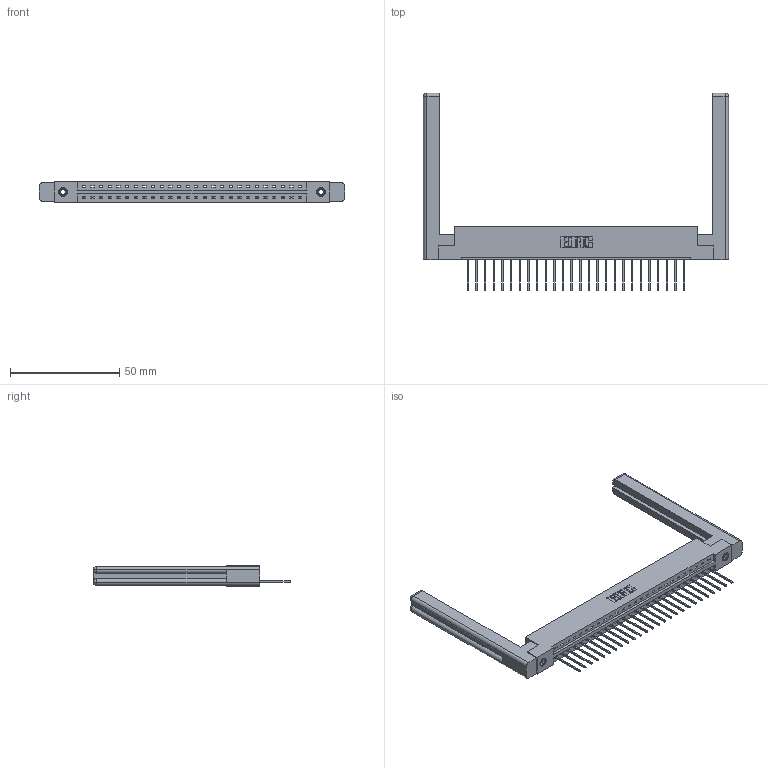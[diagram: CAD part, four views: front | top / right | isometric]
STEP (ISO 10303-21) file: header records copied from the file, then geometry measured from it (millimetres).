
FILE_DESCRIPTION (( 'STEP AP203' ), '1' );
FILE_NAME ('387-026-540-158.STEP', '2019-10-03T12:42:56', ( '' ), ( '' ), 'SwSTEP 2.0', 'SolidWorks 2016', '' );
FILE_SCHEMA (( 'CONFIG_CONTROL_DESIGN' ));
Length unit declared in the file: inch
Products named in the file (5): 387-026-540-158; 345-292-001_345-293-140; 345-250-001_345-250-001-102; 337 Part_Flush Mounting Lugs - 0.156 Dia-TI; 307-220-058
Assembly tree (31 placements, depth 2):
  387-026-540-158
    337 Part_Flush Mounting Lugs - 0.156 Dia-TI
    345-292-001_345-293-140  x26
    345-250-001_345-250-001-102  x2
    307-220-058  x2
Bounding box: 139.65 x 90.56 x 9.4 mm (x, y, z)
Volume: 21511.3 mm3; surface area: 20213.3 mm2
Topology: 31 solids, 31 shells, 1868 faces, 5553 edges, 3654 vertices
Faces by surface type: plane 1350, cylinder 494, cone 12, torus 12
Entity records: 24048 total; most frequent: CARTESIAN_POINT 4187, ORIENTED_EDGE 4088, DIRECTION 3576, EDGE_CURVE 2044, VECTOR 1868, LINE 1868, VERTEX_POINT 1354, AXIS2_PLACEMENT_3D 854
